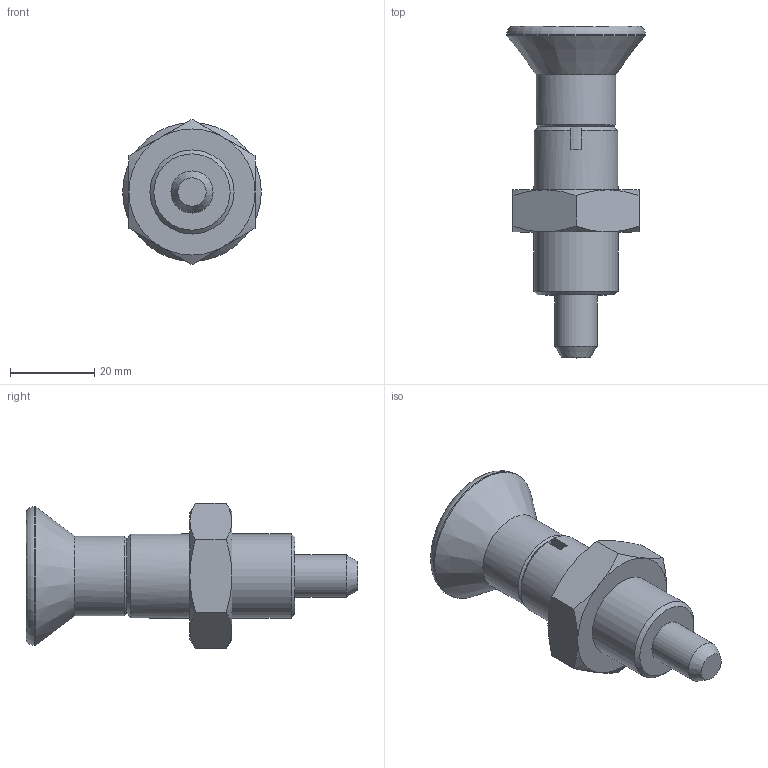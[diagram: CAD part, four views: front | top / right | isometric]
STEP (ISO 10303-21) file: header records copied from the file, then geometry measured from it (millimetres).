
FILE_DESCRIPTION( ( 'STEP AP214' ), '1' );
FILE_NAME( 'K0633.202410__H_ENTSPANNT_.stp', '2020-12-09T09:25:24', ( '' ), ( '' ), ' ', 'PARTsolutions', ' ' );
FILE_SCHEMA( ( 'AUTOMOTIVE_DESIGN { 1 0 10303 214 1 1 1 1 }' ) );
Length unit declared in the file: millimetre
Products named in the file (1): _K0633.202410_(H_ENTSPANNT)
Bounding box: 33 x 79 x 34.64 mm (x, y, z)
Volume: 27497.2 mm3; surface area: 7433.8 mm2
Topology: 1 solids, 1 shells, 48 faces, 109 edges, 66 vertices
Faces by surface type: plane 21, cone 18, cylinder 7, torus 1, sphere 1
Full cylindrical faces by diameter (mm): 10 x1, 19 x1, 20 x2, 33 x1
Entity records: 1744 total; most frequent: CARTESIAN_POINT 368, DIRECTION 202, ORIENTED_EDGE 186, EDGE_CURVE 93, AXIS2_PLACEMENT_3D 88, EDGE_LOOP 62, VERTEX_POINT 62, FACE_OUTER_BOUND 54
